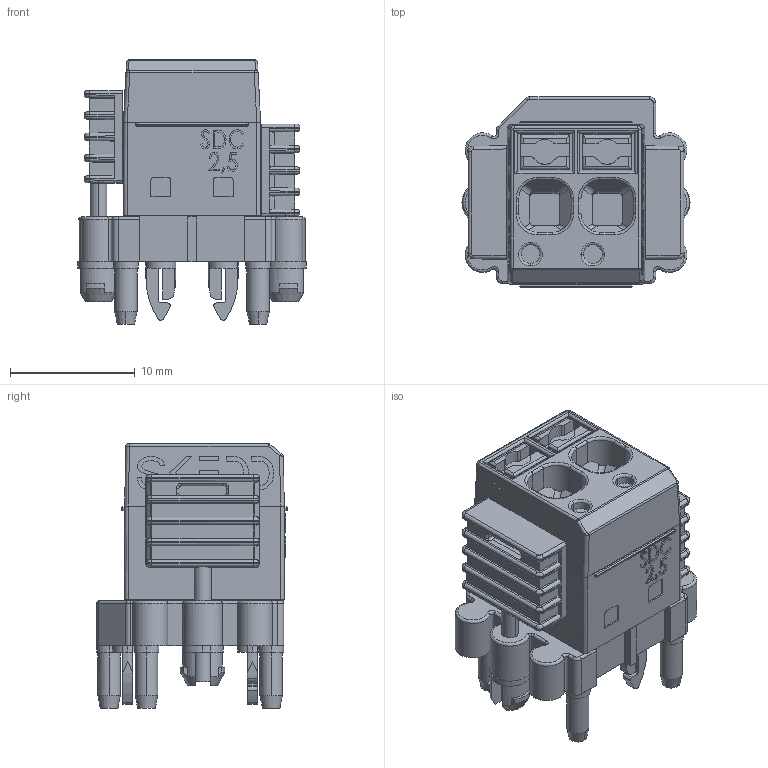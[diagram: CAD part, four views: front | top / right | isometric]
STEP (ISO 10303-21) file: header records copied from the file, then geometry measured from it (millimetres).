
FILE_DESCRIPTION(('Creo Elements/Direct Modeling STEP Export'),'2;1');
FILE_NAME('model.stp','2018-07-31T 7:33:30',(''),(''),'Creo Elements/Direct Modeling STEP processor for AP214 (Solid Model)','Creo Elements/Direct Modeling 18.1I 14-Aug-2016 (C) Parametric Technology GmbH','');
FILE_SCHEMA(('AUTOMOTIVE_DESIGN { 1 0 10303 214 1 1 1 1 }'));
Length unit declared in the file: millimetre
Products named in the file (8): Position_Bohrloch; SDC_2.5_Schieber; Ver._Bohrloch; SDC-2.5-Seitenteil_rechts; SDC_2_5_5_GEH.2.2.1; PCB_Bohrloch; SDC-2.5-Seitenteil_links; SDC_2.5-2-PV-5.0.1
Assembly tree (13 placements, depth 3):
  SDC_2.5-2-PV-5.0.1
    PCB_Bohrloch  x2
    SDC-2.5-Seitenteil_links
      Position_Bohrloch  x2
      SDC_2.5_Schieber
      Ver._Bohrloch
    SDC_2_5_5_GEH.2.2.1
    SDC-2.5-Seitenteil_rechts
      Ver._Bohrloch
      SDC_2.5_Schieber
      Position_Bohrloch  x2
Bounding box: 18.3 x 15.3 x 21.2 mm (x, y, z)
Volume: 2829.4 mm3; surface area: 2822.5 mm2
Topology: 11 solids, 11 shells, 1302 faces, 3441 edges, 2216 vertices
Faces by surface type: plane 826, cylinder 298, bspline 68, torus 51, cone 26, extrusion 23, sphere 10
Entity records: 51417 total; most frequent: CARTESIAN_POINT 14228, ORIENTED_EDGE 6144, DIRECTION 5242, EDGE_CURVE 3072, VECTOR 2274, LINE 2251, VERTEX_POINT 1994, AXIS2_PLACEMENT_3D 1484
